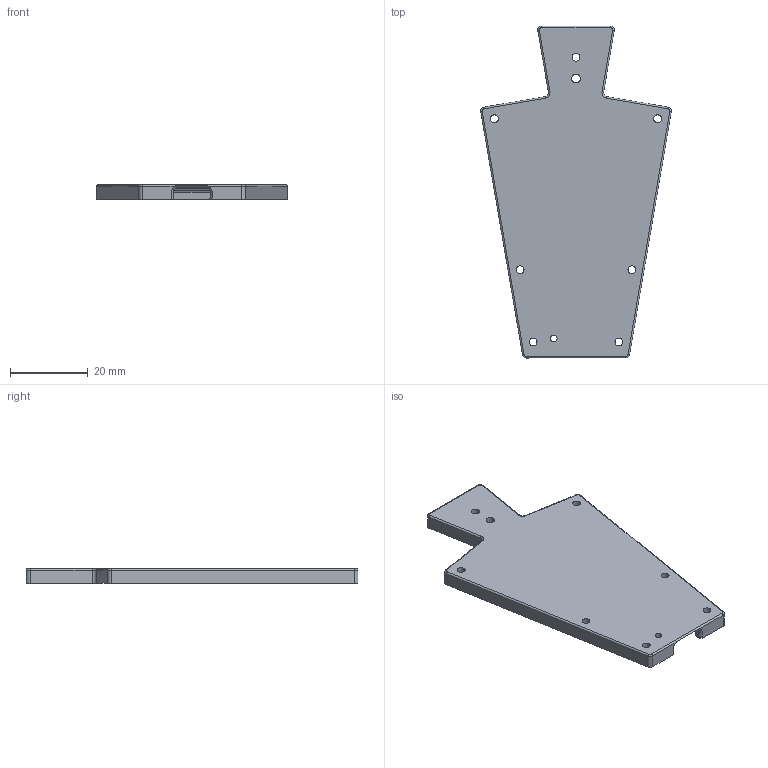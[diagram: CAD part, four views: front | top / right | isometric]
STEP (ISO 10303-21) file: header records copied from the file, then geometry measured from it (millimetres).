
FILE_DESCRIPTION(('STEP AP242'), '1');
FILE_NAME('Top_10mm_mEnki_v1_Plate', '', ('UNSPECIFIED'), ('UNSPECIFIED'), 'C3D Converter', 'C3D Toolkit', '');
FILE_SCHEMA(('AP242_MANAGED_MODEL_BASED_3D_ENGINEERING_MIM_LF { 1 0 10303 442 1 1 4 }'));
Length unit declared in the file: millimetre
Bounding box: 49.16 x 85.59 x 3.81 mm (x, y, z)
Volume: 6850.3 mm3; surface area: 7323.5 mm2
Topology: 1 solids, 1 shells, 99 faces, 258 edges, 160 vertices
Faces by surface type: plane 42, cylinder 41, torus 8, cone 4, extrusion 2, sphere 2
Full cylindrical faces by diameter (mm): 1.75 x1, 2.05 x7, 2.2 x1
Entity records: 3930 total; most frequent: CARTESIAN_POINT 644, DIRECTION 519, ORIENTED_EDGE 494, EDGE_CURVE 247, AXIS2_PLACEMENT_3D 186, VERTEX_POINT 160, VECTOR 147, LINE 145
